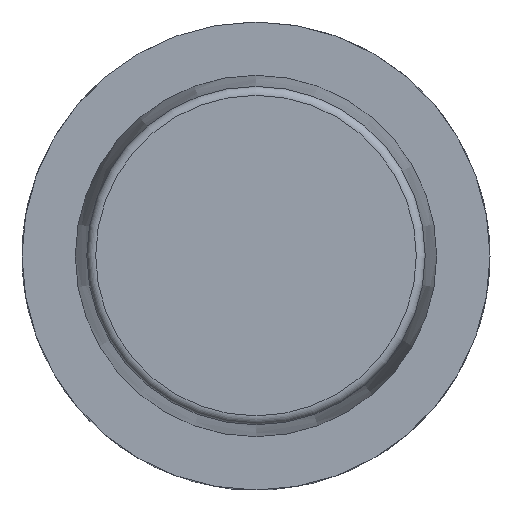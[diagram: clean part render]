
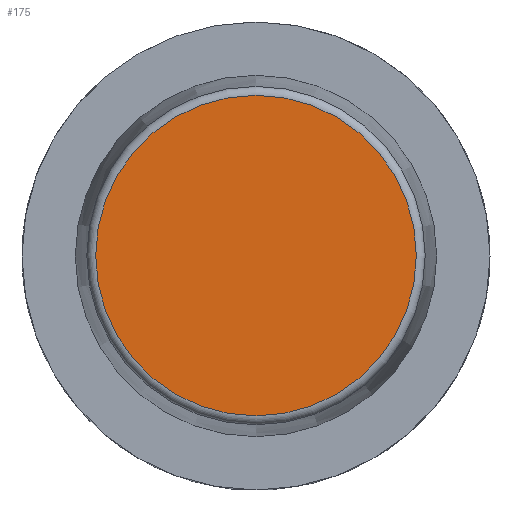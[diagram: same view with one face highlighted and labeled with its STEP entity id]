
A CAD part, top view. The second image highlights one B-rep face of the part: STEP entity #175.
In plain terms, the highlighted planar face has unit normal (0, 0, 1).
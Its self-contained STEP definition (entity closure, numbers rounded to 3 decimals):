
#175=ADVANCED_FACE('',(#304),#243,.F.);
#243=PLANE('',#1555);
#304=FACE_OUTER_BOUND('',#372,.T.);
#372=EDGE_LOOP('',(#628));
#478=CIRCLE('',#1554,21.576);
#628=ORIENTED_EDGE('',*,*,#1156,.T.);
#992=VERTEX_POINT('',#2457);
#1156=EDGE_CURVE('',#992,#992,#478,.T.);
#1554=AXIS2_PLACEMENT_3D('',#2456,#1788,#1789);
#1555=AXIS2_PLACEMENT_3D('',#2458,#1790,#1791);
#1788=DIRECTION('',(0.,0.,1.));
#1789=DIRECTION('',(0.,1.,0.));
#1790=DIRECTION('',(0.,0.,-1.));
#1791=DIRECTION('',(0.,-1.,0.));
#2456=CARTESIAN_POINT('',(0.,0.,32.));
#2457=CARTESIAN_POINT('',(0.,21.576,32.));
#2458=CARTESIAN_POINT('',(0.,21.576,32.));
